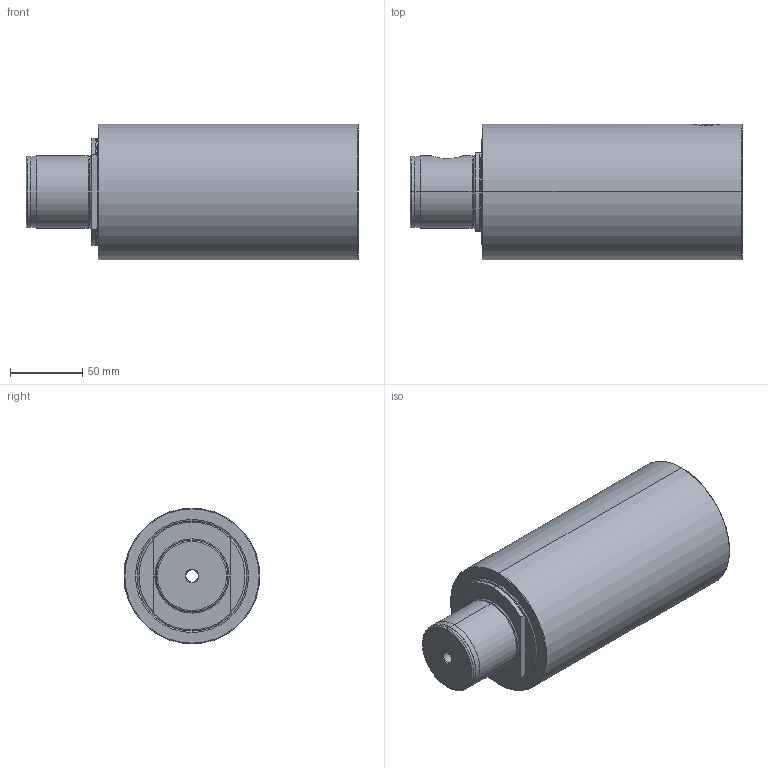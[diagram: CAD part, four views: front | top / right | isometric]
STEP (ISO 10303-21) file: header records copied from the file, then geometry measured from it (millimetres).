
FILE_DESCRIPTION (( 'STEP AP203' ), '1' );
FILE_NAME ('MB9.MB9.K01.180.STEP', '2011-12-23T11:51:00', ( 'baer' ), ( 'Hewlett-Packard Company' ), 'SwSTEP 2.0', 'SolidWorks 2011', '' );
FILE_SCHEMA (( 'CONFIG_CONTROL_DESIGN' ));
Length unit declared in the file: millimetre
Products named in the file (3): MB9-MB9.K01.180_B; MB9-ER1.001.032_A; MB9.MB9.K01.180
Assembly tree (2 placements, depth 2):
  MB9.MB9.K01.180
    MB9-ER1.001.032_A
    MB9-MB9.K01.180_B
Bounding box: 230 x 94 x 94 mm (x, y, z)
Volume: 1231439.4 mm3; surface area: 91905.9 mm2
Topology: 2 solids, 2 shells, 121 faces, 291 edges, 175 vertices
Faces by surface type: cone 33, cylinder 32, plane 28, torus 24, bspline 4
Entity records: 4816 total; most frequent: CARTESIAN_POINT 1682, DIRECTION 637, ORIENTED_EDGE 578, EDGE_CURVE 289, AXIS2_PLACEMENT_3D 270, VERTEX_POINT 175, CIRCLE 148, EDGE_LOOP 130
